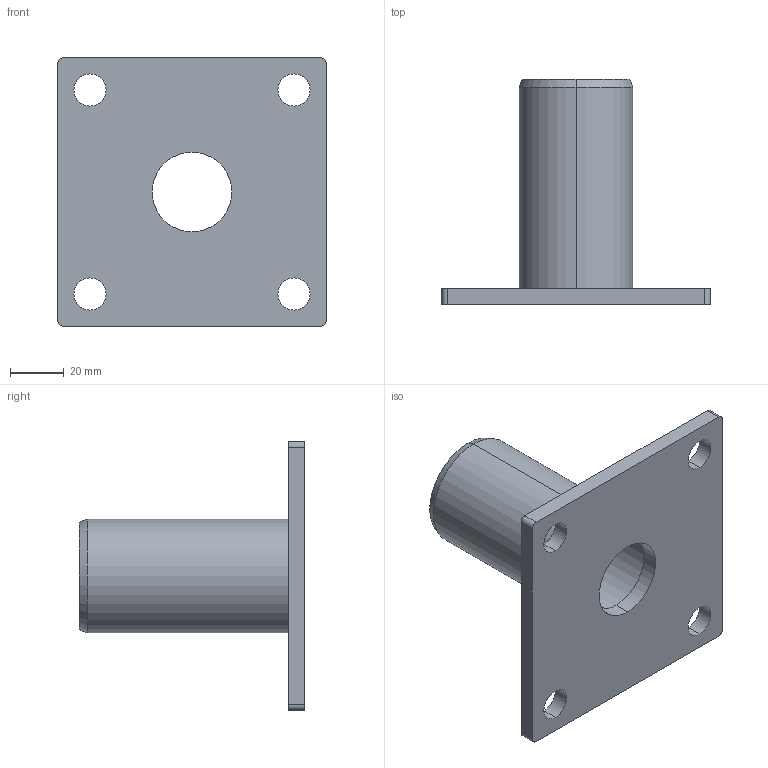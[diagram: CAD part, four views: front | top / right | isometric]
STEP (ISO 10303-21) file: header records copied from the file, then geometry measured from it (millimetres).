
FILE_DESCRIPTION (( 'STEP AP203' ), '1' );
FILE_NAME ('3D_GB3132_42.4x100_188683620.STEP', '2024-09-30T09:58:06', ( '' ), ( '' ), 'SwSTEP 2.0', 'SolidWorks 2024', '' );
FILE_SCHEMA (( 'CONFIG_CONTROL_DESIGN' ));
Length unit declared in the file: millimetre
Products named in the file (1): 3D_GB3132_42.4x100_188683620
Bounding box: 100 x 84 x 100 mm (x, y, z)
Volume: 72693.5 mm3; surface area: 41219.3 mm2
Topology: 1 solids, 1 shells, 28 faces, 70 edges, 46 vertices
Faces by surface type: cylinder 18, plane 8, cone 2
Entity records: 953 total; most frequent: DIRECTION 166, CARTESIAN_POINT 145, ORIENTED_EDGE 140, EDGE_CURVE 70, AXIS2_PLACEMENT_3D 67, VERTEX_POINT 46, EDGE_LOOP 40, CIRCLE 38
